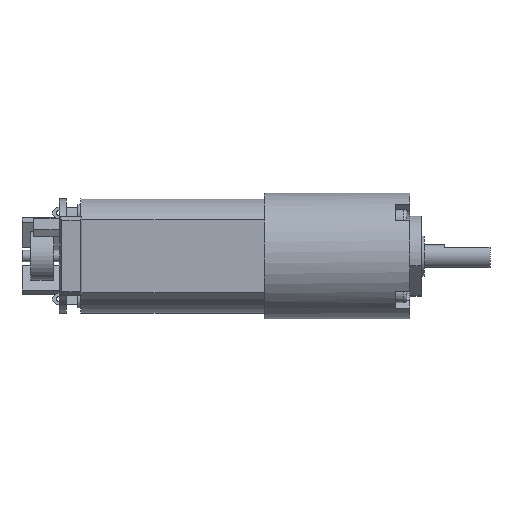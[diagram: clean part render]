
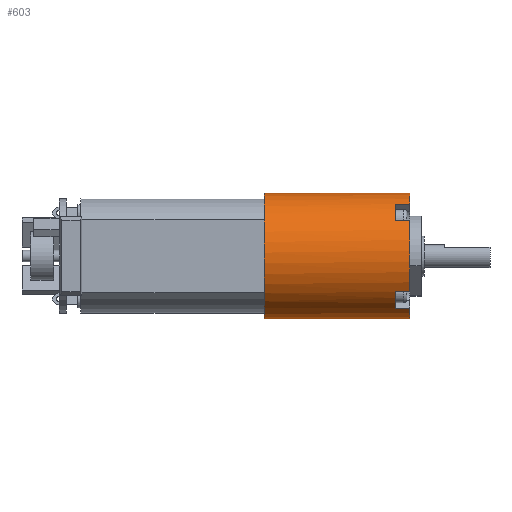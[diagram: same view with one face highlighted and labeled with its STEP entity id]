
A CAD part, left-side view. The second image highlights one B-rep face of the part: STEP entity #603.
In plain terms, the highlighted cylindrical face has radius 11 mm (diameter 22 mm), a full revolution.
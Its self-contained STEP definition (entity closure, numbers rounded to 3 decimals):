
#603 = ADVANCED_FACE( '', ( #1319, #1320 ), #1321, .T. );
#1319 = FACE_OUTER_BOUND( '', #2099, .T. );
#1320 = FACE_OUTER_BOUND( '', #2100, .T. );
#1321 = CYLINDRICAL_SURFACE( '', #2101, 11. );
#2099 = EDGE_LOOP( '', ( #3763, #3764, #3765, #3766, #3767, #3768, #3769, #3770, #3771, #3772, #3773, #3774, #3775, #3776, #3777, #3778 ) );
#2100 = EDGE_LOOP( '', ( #3779 ) );
#2101 = AXIS2_PLACEMENT_3D( '', #3780, #3781, #3782 );
#3763 = ORIENTED_EDGE( '', *, *, #4347, .T. );
#3764 = ORIENTED_EDGE( '', *, *, #4393, .F. );
#3765 = ORIENTED_EDGE( '', *, *, #4786, .F. );
#3766 = ORIENTED_EDGE( '', *, *, #4847, .T. );
#3767 = ORIENTED_EDGE( '', *, *, #4355, .T. );
#3768 = ORIENTED_EDGE( '', *, *, #4726, .F. );
#3769 = ORIENTED_EDGE( '', *, *, #4781, .F. );
#3770 = ORIENTED_EDGE( '', *, *, #4848, .T. );
#3771 = ORIENTED_EDGE( '', *, *, #4324, .T. );
#3772 = ORIENTED_EDGE( '', *, *, #4797, .F. );
#3773 = ORIENTED_EDGE( '', *, *, #4505, .F. );
#3774 = ORIENTED_EDGE( '', *, *, #4210, .T. );
#3775 = ORIENTED_EDGE( '', *, *, #4321, .T. );
#3776 = ORIENTED_EDGE( '', *, *, #4707, .F. );
#3777 = ORIENTED_EDGE( '', *, *, #4840, .F. );
#3778 = ORIENTED_EDGE( '', *, *, #4481, .T. );
#3779 = ORIENTED_EDGE( '', *, *, #4778, .F. );
#3780 = CARTESIAN_POINT( '', ( 0., 25.35, 0. ) );
#3781 = DIRECTION( '', ( 0., 1., 0. ) );
#3782 = DIRECTION( '', ( 0., 0., -1. ) );
#4210 = EDGE_CURVE( '', #4951, #4949, #4952, .T. );
#4321 = EDGE_CURVE( '', #4949, #5152, #5154, .T. );
#4324 = EDGE_CURVE( '', #5159, #5157, #5160, .T. );
#4347 = EDGE_CURVE( '', #5197, #5195, #5198, .T. );
#4355 = EDGE_CURVE( '', #5211, #5209, #5212, .T. );
#4393 = EDGE_CURVE( '', #5268, #5195, #5270, .T. );
#4481 = EDGE_CURVE( '', #5404, #5197, #5405, .T. );
#4505 = EDGE_CURVE( '', #4951, #5446, #5447, .T. );
#4707 = EDGE_CURVE( '', #5737, #5152, #5739, .T. );
#4726 = EDGE_CURVE( '', #5761, #5209, #5763, .T. );
#4778 = EDGE_CURVE( '', #5833, #5833, #5834, .T. );
#4781 = EDGE_CURVE( '', #5837, #5761, #5838, .T. );
#4786 = EDGE_CURVE( '', #5845, #5268, #5846, .T. );
#4797 = EDGE_CURVE( '', #5446, #5157, #5861, .T. );
#4840 = EDGE_CURVE( '', #5404, #5737, #5912, .T. );
#4847 = EDGE_CURVE( '', #5845, #5211, #5919, .T. );
#4848 = EDGE_CURVE( '', #5837, #5159, #5920, .T. );
#4949 = VERTEX_POINT( '', #6040 );
#4951 = VERTEX_POINT( '', #6043 );
#4952 = LINE( '', #6044, #6045 );
#5152 = VERTEX_POINT( '', #6337 );
#5154 = CIRCLE( '', #6340, 11. );
#5157 = VERTEX_POINT( '', #6343 );
#5159 = VERTEX_POINT( '', #6346 );
#5160 = CIRCLE( '', #6347, 11. );
#5195 = VERTEX_POINT( '', #6394 );
#5197 = VERTEX_POINT( '', #6397 );
#5198 = CIRCLE( '', #6398, 11. );
#5209 = VERTEX_POINT( '', #6411 );
#5211 = VERTEX_POINT( '', #6414 );
#5212 = CIRCLE( '', #6415, 11. );
#5268 = VERTEX_POINT( '', #6524 );
#5270 = LINE( '', #6527, #6528 );
#5404 = VERTEX_POINT( '', #6740 );
#5405 = LINE( '', #6741, #6742 );
#5446 = VERTEX_POINT( '', #6796 );
#5447 = CIRCLE( '', #6797, 11. );
#5737 = VERTEX_POINT( '', #7259 );
#5739 = LINE( '', #7262, #7263 );
#5761 = VERTEX_POINT( '', #7295 );
#5763 = LINE( '', #7298, #7299 );
#5833 = VERTEX_POINT( '', #7405 );
#5834 = CIRCLE( '', #7406, 11. );
#5837 = VERTEX_POINT( '', #7410 );
#5838 = CIRCLE( '', #7411, 11. );
#5845 = VERTEX_POINT( '', #7419 );
#5846 = CIRCLE( '', #7420, 11. );
#5861 = LINE( '', #7438, #7439 );
#5912 = CIRCLE( '', #7537, 11. );
#5919 = LINE( '', #7546, #7547 );
#5920 = LINE( '', #7548, #7549 );
#6040 = CARTESIAN_POINT( '', ( 9.063, 0., 6.234 ) );
#6043 = CARTESIAN_POINT( '', ( 9.063, 2.5, 6.234 ) );
#6044 = CARTESIAN_POINT( '', ( 9.063, 2.5, 6.234 ) );
#6045 = VECTOR( '', #7653, 1000. );
#6337 = CARTESIAN_POINT( '', ( 9.063, 0., -6.234 ) );
#6340 = AXIS2_PLACEMENT_3D( '', #7768, #7769, #7770 );
#6343 = CARTESIAN_POINT( '', ( 6.234, 0., 9.063 ) );
#6346 = CARTESIAN_POINT( '', ( -6.234, 0., 9.063 ) );
#6347 = AXIS2_PLACEMENT_3D( '', #7775, #7776, #7777 );
#6394 = CARTESIAN_POINT( '', ( -6.234, 0., -9.063 ) );
#6397 = CARTESIAN_POINT( '', ( 6.234, 0., -9.063 ) );
#6398 = AXIS2_PLACEMENT_3D( '', #7811, #7812, #7813 );
#6411 = CARTESIAN_POINT( '', ( -9.063, 0., 6.234 ) );
#6414 = CARTESIAN_POINT( '', ( -9.063, 0., -6.234 ) );
#6415 = AXIS2_PLACEMENT_3D( '', #7829, #7830, #7831 );
#6524 = CARTESIAN_POINT( '', ( -6.234, 2.5, -9.063 ) );
#6527 = CARTESIAN_POINT( '', ( -6.234, 2.5, -9.063 ) );
#6528 = VECTOR( '', #7853, 1000. );
#6740 = CARTESIAN_POINT( '', ( 6.234, 2.5, -9.063 ) );
#6741 = CARTESIAN_POINT( '', ( 6.234, 2.5, -9.063 ) );
#6742 = VECTOR( '', #7951, 1000. );
#6796 = CARTESIAN_POINT( '', ( 6.234, 2.5, 9.063 ) );
#6797 = AXIS2_PLACEMENT_3D( '', #7983, #7984, #7985 );
#7259 = CARTESIAN_POINT( '', ( 9.063, 2.5, -6.234 ) );
#7262 = CARTESIAN_POINT( '', ( 9.063, 2.5, -6.234 ) );
#7263 = VECTOR( '', #8156, 1000. );
#7295 = CARTESIAN_POINT( '', ( -9.063, 2.5, 6.234 ) );
#7298 = CARTESIAN_POINT( '', ( -9.063, 2.5, 6.234 ) );
#7299 = VECTOR( '', #8169, 1000. );
#7405 = CARTESIAN_POINT( '', ( 11., 25.35, 0. ) );
#7406 = AXIS2_PLACEMENT_3D( '', #8211, #8212, #8213 );
#7410 = CARTESIAN_POINT( '', ( -6.234, 2.5, 9.063 ) );
#7411 = AXIS2_PLACEMENT_3D( '', #8215, #8216, #8217 );
#7419 = CARTESIAN_POINT( '', ( -9.063, 2.5, -6.234 ) );
#7420 = AXIS2_PLACEMENT_3D( '', #8225, #8226, #8227 );
#7438 = CARTESIAN_POINT( '', ( 6.234, 2.5, 9.063 ) );
#7439 = VECTOR( '', #8243, 1000. );
#7537 = AXIS2_PLACEMENT_3D( '', #8276, #8277, #8278 );
#7546 = CARTESIAN_POINT( '', ( -9.063, 2.5, -6.234 ) );
#7547 = VECTOR( '', #8284, 1000. );
#7548 = CARTESIAN_POINT( '', ( -6.234, 2.5, 9.063 ) );
#7549 = VECTOR( '', #8285, 1000. );
#7653 = DIRECTION( '', ( 0., -1., 0. ) );
#7768 = CARTESIAN_POINT( '', ( 0., 0., 0. ) );
#7769 = DIRECTION( '', ( 0., 1., 0. ) );
#7770 = DIRECTION( '', ( 1., 0., 0. ) );
#7775 = CARTESIAN_POINT( '', ( 0., 0., 0. ) );
#7776 = DIRECTION( '', ( 0., 1., 0. ) );
#7777 = DIRECTION( '', ( 1., 0., 0. ) );
#7811 = CARTESIAN_POINT( '', ( 0., 0., 0. ) );
#7812 = DIRECTION( '', ( 0., 1., 0. ) );
#7813 = DIRECTION( '', ( 1., 0., 0. ) );
#7829 = CARTESIAN_POINT( '', ( 0., 0., 0. ) );
#7830 = DIRECTION( '', ( 0., 1., 0. ) );
#7831 = DIRECTION( '', ( 1., 0., 0. ) );
#7853 = DIRECTION( '', ( 0., -1., 0. ) );
#7951 = DIRECTION( '', ( 0., -1., 0. ) );
#7983 = CARTESIAN_POINT( '', ( 0., 2.5, 0. ) );
#7984 = DIRECTION( '', ( 0., -1., 0. ) );
#7985 = DIRECTION( '', ( 0., 0., -1. ) );
#8156 = DIRECTION( '', ( 0., -1., 0. ) );
#8169 = DIRECTION( '', ( 0., -1., 0. ) );
#8211 = CARTESIAN_POINT( '', ( 0., 25.35, 0. ) );
#8212 = DIRECTION( '', ( 0., 1., 0. ) );
#8213 = DIRECTION( '', ( 1., 0., 0. ) );
#8215 = CARTESIAN_POINT( '', ( 0., 2.5, 0. ) );
#8216 = DIRECTION( '', ( 0., -1., 0. ) );
#8217 = DIRECTION( '', ( 1., 0., 0. ) );
#8225 = CARTESIAN_POINT( '', ( 0., 2.5, 0. ) );
#8226 = DIRECTION( '', ( 0., -1., 0. ) );
#8227 = DIRECTION( '', ( 0., 0., 1. ) );
#8243 = DIRECTION( '', ( 0., -1., 0. ) );
#8276 = CARTESIAN_POINT( '', ( 0., 2.5, 0. ) );
#8277 = DIRECTION( '', ( 0., -1., 0. ) );
#8278 = DIRECTION( '', ( -1., 0., 0. ) );
#8284 = DIRECTION( '', ( 0., -1., 0. ) );
#8285 = DIRECTION( '', ( 0., -1., 0. ) );
